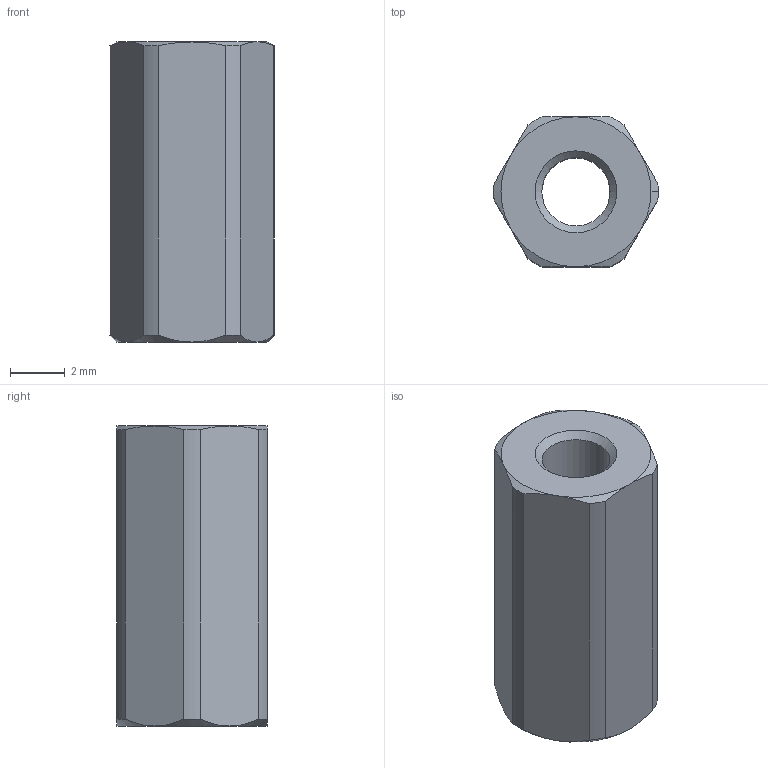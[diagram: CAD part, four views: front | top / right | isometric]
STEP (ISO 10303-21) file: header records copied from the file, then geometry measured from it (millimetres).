
FILE_DESCRIPTION(('FreeCAD Model'),'2;1');
FILE_NAME('Open CASCADE Shape Model','2021-09-27T16:08:26',( 'kicad StepUp'),('ksu MCAD'),'Open CASCADE STEP processor 7.4', 'FreeCAD','Unknown');
FILE_SCHEMA(('AUTOMOTIVE_DESIGN { 1 0 10303 214 1 1 1 1 }'));
Length unit declared in the file: millimetre
Products named in the file (1): M3x5.5x11-Spacer
Bounding box: 6.03 x 5.5 x 11 mm (x, y, z)
Volume: 230.3 mm3; surface area: 327.5 mm2
Topology: 1 solids, 1 shells, 32 faces, 74 edges, 44 vertices
Faces by surface type: cone 16, cylinder 8, plane 8
Full cylindrical faces by diameter (mm): 2.5 x1
Entity records: 952 total; most frequent: DIRECTION 196, CARTESIAN_POINT 151, ORIENTED_EDGE 148, AXIS2_PLACEMENT_3D 89, EDGE_CURVE 74, VERTEX_POINT 44, FACE_BOUND 34, EDGE_LOOP 34
